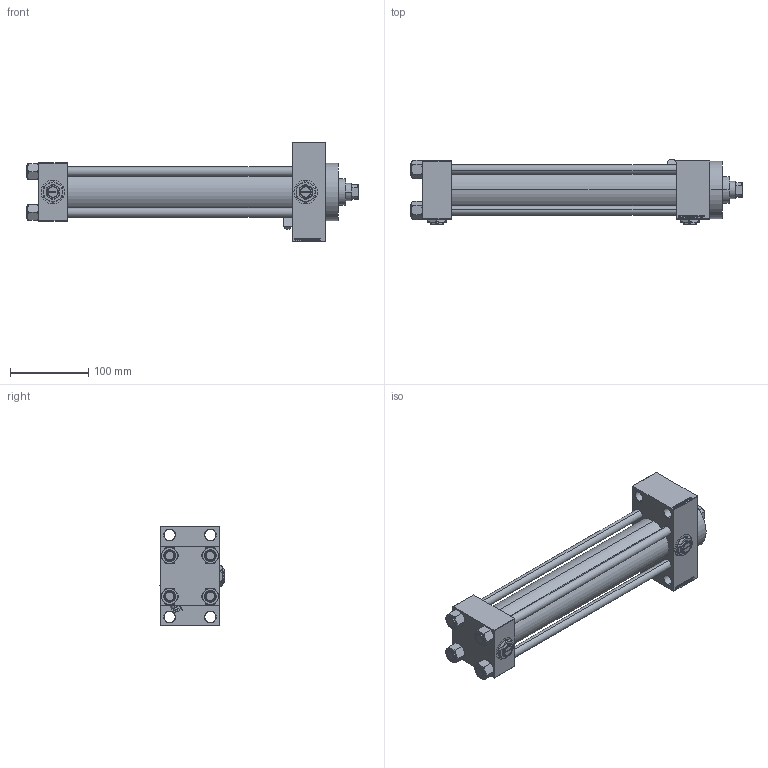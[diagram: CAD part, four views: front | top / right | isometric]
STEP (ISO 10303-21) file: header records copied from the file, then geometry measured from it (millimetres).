
FILE_DESCRIPTION (( 'STEP AP203' ), '1' );
FILE_NAME ('e1bb.STEP', '2025-07-29T09:35:39', ( '' ), ( '' ), 'SwSTEP 2.0', 'SolidWorks 2019', '' );
FILE_SCHEMA (( 'CONFIG_CONTROL_DESIGN' ));
Length unit declared in the file: millimetre
Products named in the file (8): MSRF_MSRG1 8902807671a54269c735fd21be47d8ed; NUT_M5_D 8902807671a54269c735fd21be47d8ed; Zatka_pro_OIL_PORT 8902807671a54269c735fd21be47d8ed; V215CR_VCP_D 8902807671a54269c735fd21be47d8ed; e1bb; V215CR_D_TYCINKA 8902807671a54269c735fd21be47d8ed; V215CR_D_Body 8902807671a54269c735fd21be47d8ed; V215_VC_A 8902807671a54269c735fd21be47d8ed
Assembly tree (14 placements, depth 2):
  e1bb
    V215CR_D_Body 8902807671a54269c735fd21be47d8ed
    V215CR_VCP_D 8902807671a54269c735fd21be47d8ed
    NUT_M5_D 8902807671a54269c735fd21be47d8ed  x4
    V215CR_D_TYCINKA 8902807671a54269c735fd21be47d8ed  x4
    V215_VC_A 8902807671a54269c735fd21be47d8ed
    MSRF_MSRG1 8902807671a54269c735fd21be47d8ed
    Zatka_pro_OIL_PORT 8902807671a54269c735fd21be47d8ed  x2
Bounding box: 425 x 83.88 x 128 mm (x, y, z)
Volume: 1112232.7 mm3; surface area: 298601.7 mm2
Topology: 14 solids, 14 shells, 1237 faces, 3059 edges, 1969 vertices
Faces by surface type: plane 563, bspline 368, cone 184, cylinder 114, torus 8
Entity records: 50305 total; most frequent: CARTESIAN_POINT 25899, ORIENTED_EDGE 5418, DIRECTION 3599, EDGE_CURVE 2709, VERTEX_POINT 1767, LINE 1601, VECTOR 1601, EDGE_LOOP 1216
